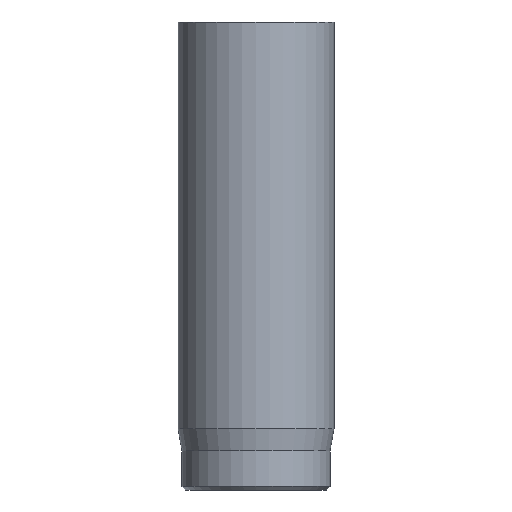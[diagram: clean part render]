
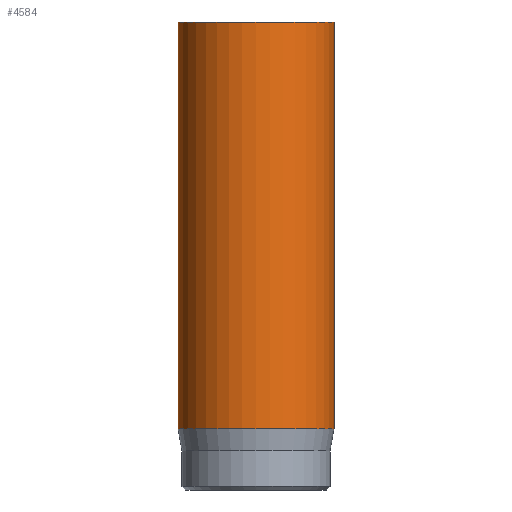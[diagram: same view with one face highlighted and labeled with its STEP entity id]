
A CAD part, front view. The second image highlights one B-rep face of the part: STEP entity #4584.
In plain terms, the highlighted cylindrical face has radius 2 mm (diameter 4 mm), a full revolution.
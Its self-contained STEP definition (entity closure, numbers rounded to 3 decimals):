
#31=CYLINDRICAL_SURFACE('',#4752,2.);
#45=CIRCLE('',#4729,2.);
#56=CIRCLE('',#4750,2.);
#57=CIRCLE('',#4751,2.);
#410=FACE_OUTER_BOUND('',#684,.T.);
#684=EDGE_LOOP('',(#4090,#4091,#4092,#4093,#4094));
#1016=LINE('',#8729,#1354);
#1354=VECTOR('',#5286,2.);
#2105=VERTEX_POINT('',#8684);
#2117=VERTEX_POINT('',#8723);
#2118=VERTEX_POINT('',#8724);
#2763=EDGE_CURVE('',#2105,#2105,#45,.T.);
#2780=EDGE_CURVE('',#2117,#2118,#56,.T.);
#2781=EDGE_CURVE('',#2118,#2117,#57,.T.);
#2783=EDGE_CURVE('',#2105,#2117,#1016,.T.);
#4090=ORIENTED_EDGE('',*,*,#2763,.T.);
#4091=ORIENTED_EDGE('',*,*,#2783,.T.);
#4092=ORIENTED_EDGE('',*,*,#2780,.T.);
#4093=ORIENTED_EDGE('',*,*,#2781,.T.);
#4094=ORIENTED_EDGE('',*,*,#2783,.F.);
#4584=ADVANCED_FACE('',(#410),#31,.T.);
#4729=AXIS2_PLACEMENT_3D('',#8685,#5231,#5232);
#4750=AXIS2_PLACEMENT_3D('',#8725,#5279,#5280);
#4751=AXIS2_PLACEMENT_3D('',#8726,#5281,#5282);
#4752=AXIS2_PLACEMENT_3D('',#8728,#5284,#5285);
#5231=DIRECTION('center_axis',(0.,0.,-1.));
#5232=DIRECTION('ref_axis',(-1.,0.,0.));
#5279=DIRECTION('center_axis',(0.,0.,1.));
#5280=DIRECTION('ref_axis',(-1.,0.,0.));
#5281=DIRECTION('center_axis',(0.,0.,1.));
#5282=DIRECTION('ref_axis',(-1.,0.,0.));
#5284=DIRECTION('center_axis',(0.,0.,1.));
#5285=DIRECTION('ref_axis',(-1.,0.,0.));
#5286=DIRECTION('',(0.,0.,-1.));
#8684=CARTESIAN_POINT('',(2.,0.,12.));
#8685=CARTESIAN_POINT('Origin',(0.,0.,12.));
#8723=CARTESIAN_POINT('',(2.,0.,1.567));
#8724=CARTESIAN_POINT('',(-2.,0.,1.567));
#8725=CARTESIAN_POINT('Origin',(0.,0.,1.567));
#8726=CARTESIAN_POINT('Origin',(0.,0.,1.567));
#8728=CARTESIAN_POINT('Origin',(0.,0.,0.));
#8729=CARTESIAN_POINT('',(2.,0.,0.));
